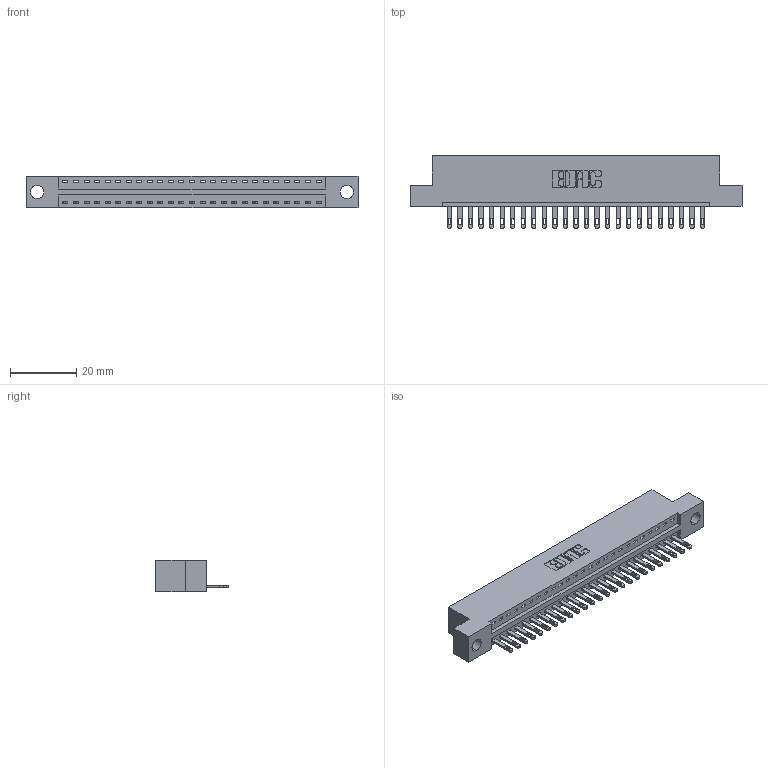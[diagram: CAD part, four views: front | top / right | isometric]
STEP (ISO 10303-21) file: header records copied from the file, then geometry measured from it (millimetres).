
FILE_DESCRIPTION (( 'STEP AP203' ), '1' );
FILE_NAME ('896-025-500-104.STEP', '2021-07-27T17:39:10', ( '' ), ( '' ), 'SwSTEP 2.0', 'SolidWorks 2020', '' );
FILE_SCHEMA (( 'CONFIG_CONTROL_DESIGN' ));
Length unit declared in the file: inch
Products named in the file (3): 846 Part_Flush Mounting Lugs - 0.156 Dia-TH; 896-025-500-104; 345-292-001_345-293-100
Assembly tree (26 placements, depth 2):
  896-025-500-104
    846 Part_Flush Mounting Lugs - 0.156 Dia-TH
    345-292-001_345-293-100  x25
Bounding box: 99.95 x 21.84 x 9.4 mm (x, y, z)
Volume: 9377.8 mm3; surface area: 11400.8 mm2
Topology: 26 solids, 26 shells, 1472 faces, 4529 edges, 3018 vertices
Faces by surface type: plane 926, cylinder 546
Entity records: 17737 total; most frequent: CARTESIAN_POINT 3051, ORIENTED_EDGE 3010, DIRECTION 2715, EDGE_CURVE 1505, VECTOR 1269, LINE 1269, VERTEX_POINT 1002, AXIS2_PLACEMENT_3D 723
